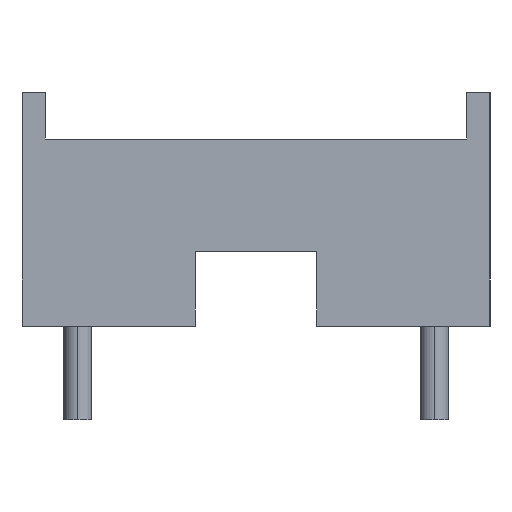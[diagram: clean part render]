
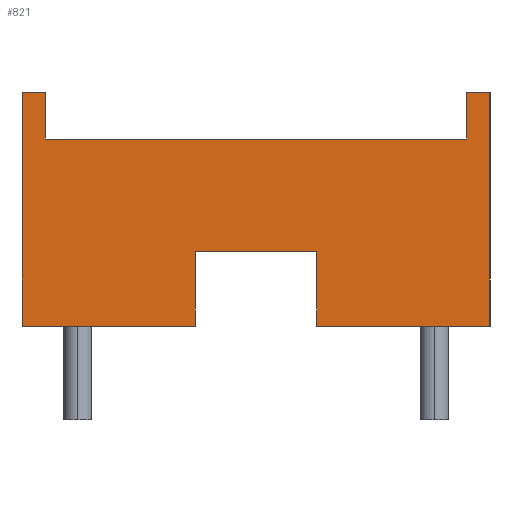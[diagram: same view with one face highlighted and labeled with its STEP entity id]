
A CAD part, left-side view. The second image highlights one B-rep face of the part: STEP entity #821.
In plain terms, the highlighted planar face has unit normal (-1, 0, 0).
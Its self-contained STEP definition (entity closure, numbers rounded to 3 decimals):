
#1 = VECTOR ( 'NONE', #4404, 1000. ) ;
#44 = VECTOR ( 'NONE', #2516, 1000. ) ;
#47 = LINE ( 'NONE', #2626, #3789 ) ;
#95 = EDGE_CURVE ( 'NONE', #1956, #1957, #2485, .T. ) ;
#240 = LINE ( 'NONE', #4287, #1253 ) ;
#254 = LINE ( 'NONE', #4321, #1272 ) ;
#258 = LINE ( 'NONE', #2530, #3765 ) ;
#279 = LINE ( 'NONE', #4405, #1182 ) ;
#281 = LINE ( 'NONE', #4403, #1 ) ;
#282 = LINE ( 'NONE', #2515, #44 ) ;
#410 = CARTESIAN_POINT ( 'NONE',  ( 0., 9.5, 4. ) ) ;
#493 = DIRECTION ( 'NONE',  ( 0., 1., 0. ) ) ;
#532 = AXIS2_PLACEMENT_3D ( 'NONE', #3974, #3975, #3976 ) ;
#553 = EDGE_CURVE ( 'NONE', #1941, #1943, #240, .T. ) ;
#563 = EDGE_CURVE ( 'NONE', #1948, #1949, #254, .T. ) ;
#586 = EDGE_CURVE ( 'NONE', #1943, #2045, #281, .T. ) ;
#587 = EDGE_CURVE ( 'NONE', #1951, #1891, #279, .T. ) ;
#593 = EDGE_CURVE ( 'NONE', #2045, #2032, #282, .T. ) ;
#600 = EDGE_CURVE ( 'NONE', #1891, #1894, #258, .T. ) ;
#623 = EDGE_CURVE ( 'NONE', #1949, #2032, #47, .T. ) ;
#692 = EDGE_CURVE ( 'NONE', #1951, #1893, #3092, .T. ) ;
#696 = EDGE_CURVE ( 'NONE', #1948, #1956, #3094, .T. ) ;
#699 = EDGE_CURVE ( 'NONE', #1957, #1893, #3095, .T. ) ;
#701 = EDGE_CURVE ( 'NONE', #1894, #1941, #3096, .T. ) ;
#783 = VECTOR ( 'NONE', #493, 1000. ) ;
#821 = ADVANCED_FACE ( 'NONE', ( #3203 ), #3973, .F. ) ;
#995 = VECTOR ( 'NONE', #2944, 1000. ) ;
#1000 = VECTOR ( 'NONE', #2954, 1000. ) ;
#1003 = VECTOR ( 'NONE', #2962, 1000. ) ;
#1005 = VECTOR ( 'NONE', #2967, 1000. ) ;
#1182 = VECTOR ( 'NONE', #4406, 1000. ) ;
#1253 = VECTOR ( 'NONE', #4288, 1000. ) ;
#1272 = VECTOR ( 'NONE', #4322, 1000. ) ;
#1650 = ORIENTED_EDGE ( 'NONE', *, *, #553, .T. ) ;
#1651 = ORIENTED_EDGE ( 'NONE', *, *, #593, .T. ) ;
#1652 = ORIENTED_EDGE ( 'NONE', *, *, #586, .T. ) ;
#1653 = ORIENTED_EDGE ( 'NONE', *, *, #623, .F. ) ;
#1654 = ORIENTED_EDGE ( 'NONE', *, *, #696, .T. ) ;
#1655 = ORIENTED_EDGE ( 'NONE', *, *, #563, .F. ) ;
#1656 = ORIENTED_EDGE ( 'NONE', *, *, #95, .T. ) ;
#1657 = ORIENTED_EDGE ( 'NONE', *, *, #699, .T. ) ;
#1658 = ORIENTED_EDGE ( 'NONE', *, *, #692, .F. ) ;
#1659 = ORIENTED_EDGE ( 'NONE', *, *, #587, .T. ) ;
#1660 = ORIENTED_EDGE ( 'NONE', *, *, #600, .T. ) ;
#1661 = ORIENTED_EDGE ( 'NONE', *, *, #701, .T. ) ;
#1891 = VERTEX_POINT ( 'NONE', #3460 ) ;
#1893 = VERTEX_POINT ( 'NONE', #3462 ) ;
#1894 = VERTEX_POINT ( 'NONE', #3463 ) ;
#1941 = VERTEX_POINT ( 'NONE', #3510 ) ;
#1943 = VERTEX_POINT ( 'NONE', #3512 ) ;
#1948 = VERTEX_POINT ( 'NONE', #3517 ) ;
#1949 = VERTEX_POINT ( 'NONE', #3518 ) ;
#1951 = VERTEX_POINT ( 'NONE', #3520 ) ;
#1956 = VERTEX_POINT ( 'NONE', #3525 ) ;
#1957 = VERTEX_POINT ( 'NONE', #3526 ) ;
#2032 = VERTEX_POINT ( 'NONE', #3601 ) ;
#2045 = VERTEX_POINT ( 'NONE', #3614 ) ;
#2178 = EDGE_LOOP ( 'NONE', ( #1650, #1652, #1651, #1653, #1655, #1654, #1656, #1657, #1658, #1659, #1660, #1661 ) ) ;
#2485 = LINE ( 'NONE', #410, #783 ) ;
#2515 = CARTESIAN_POINT ( 'NONE',  ( 0., 10., 0. ) ) ;
#2516 = DIRECTION ( 'NONE',  ( 0., -1., 0. ) ) ;
#2530 = CARTESIAN_POINT ( 'NONE',  ( 0., 10., 0. ) ) ;
#2531 = DIRECTION ( 'NONE',  ( 0., -1., 0. ) ) ;
#2626 = CARTESIAN_POINT ( 'NONE',  ( 0., 0., 5. ) ) ;
#2627 = DIRECTION ( 'NONE',  ( 0., 0., -1. ) ) ;
#2943 = CARTESIAN_POINT ( 'NONE',  ( 0., 10., 5. ) ) ;
#2944 = DIRECTION ( 'NONE',  ( 0., -1., 0. ) ) ;
#2953 = CARTESIAN_POINT ( 'NONE',  ( 0., 0.5, 5. ) ) ;
#2954 = DIRECTION ( 'NONE',  ( 0., 0., -1. ) ) ;
#2961 = CARTESIAN_POINT ( 'NONE',  ( 0., 9.5, 5. ) ) ;
#2962 = DIRECTION ( 'NONE',  ( 0., 0., 1. ) ) ;
#2966 = CARTESIAN_POINT ( 'NONE',  ( 0., 6.3, 1.6 ) ) ;
#2967 = DIRECTION ( 'NONE',  ( 0., 0., 1. ) ) ;
#3092 = LINE ( 'NONE', #2943, #995 ) ;
#3094 = LINE ( 'NONE', #2953, #1000 ) ;
#3095 = LINE ( 'NONE', #2961, #1003 ) ;
#3096 = LINE ( 'NONE', #2966, #1005 ) ;
#3203 = FACE_OUTER_BOUND ( 'NONE', #2178, .T. ) ;
#3460 = CARTESIAN_POINT ( 'NONE',  ( 0., 10., 0. ) ) ;
#3462 = CARTESIAN_POINT ( 'NONE',  ( 0., 9.5, 5. ) ) ;
#3463 = CARTESIAN_POINT ( 'NONE',  ( 0., 6.3, 0. ) ) ;
#3510 = CARTESIAN_POINT ( 'NONE',  ( 0., 6.3, 1.6 ) ) ;
#3512 = CARTESIAN_POINT ( 'NONE',  ( 0., 3.7, 1.6 ) ) ;
#3517 = CARTESIAN_POINT ( 'NONE',  ( 0., 0.5, 5. ) ) ;
#3518 = CARTESIAN_POINT ( 'NONE',  ( 0., 0., 5. ) ) ;
#3520 = CARTESIAN_POINT ( 'NONE',  ( 0., 10., 5. ) ) ;
#3525 = CARTESIAN_POINT ( 'NONE',  ( 0., 0.5, 4. ) ) ;
#3526 = CARTESIAN_POINT ( 'NONE',  ( 0., 9.5, 4. ) ) ;
#3601 = CARTESIAN_POINT ( 'NONE',  ( 0., 0., 0. ) ) ;
#3614 = CARTESIAN_POINT ( 'NONE',  ( 0., 3.7, 0. ) ) ;
#3765 = VECTOR ( 'NONE', #2531, 1000. ) ;
#3789 = VECTOR ( 'NONE', #2627, 1000. ) ;
#3973 = PLANE ( 'NONE',  #532 ) ;
#3974 = CARTESIAN_POINT ( 'NONE',  ( 0., 10., 5. ) ) ;
#3975 = DIRECTION ( 'NONE',  ( 1., 0., 0. ) ) ;
#3976 = DIRECTION ( 'NONE',  ( 0., 1., 0. ) ) ;
#4287 = CARTESIAN_POINT ( 'NONE',  ( 0., 6.3, 1.6 ) ) ;
#4288 = DIRECTION ( 'NONE',  ( 0., -1., 0. ) ) ;
#4321 = CARTESIAN_POINT ( 'NONE',  ( 0., 10., 5. ) ) ;
#4322 = DIRECTION ( 'NONE',  ( 0., -1., 0. ) ) ;
#4403 = CARTESIAN_POINT ( 'NONE',  ( 0., 3.7, 1.6 ) ) ;
#4404 = DIRECTION ( 'NONE',  ( 0., 0., -1. ) ) ;
#4405 = CARTESIAN_POINT ( 'NONE',  ( 0., 10., 5. ) ) ;
#4406 = DIRECTION ( 'NONE',  ( 0., 0., -1. ) ) ;
